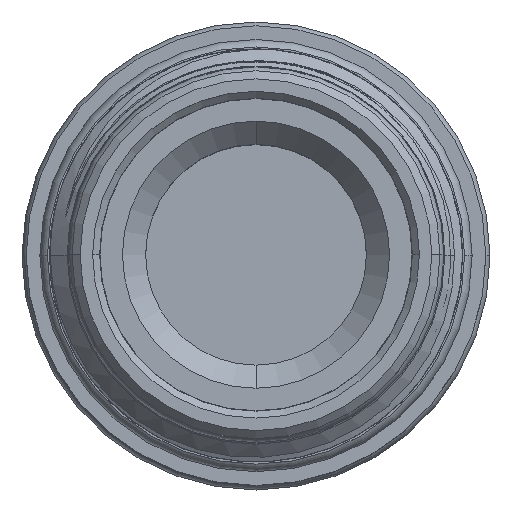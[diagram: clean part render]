
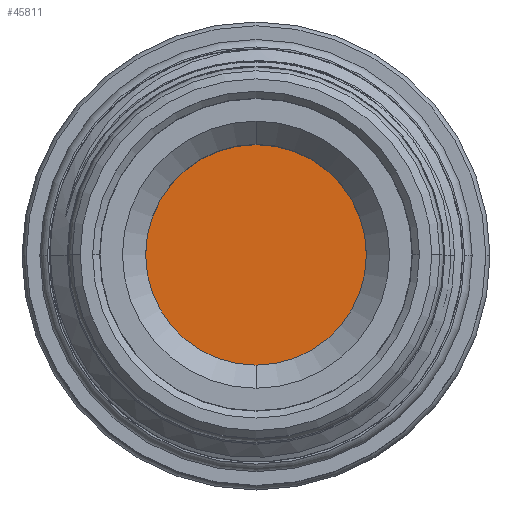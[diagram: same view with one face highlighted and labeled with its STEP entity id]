
A CAD part, top view. The second image highlights one B-rep face of the part: STEP entity #45811.
In plain terms, the highlighted planar face has unit normal (0, 0, 1).
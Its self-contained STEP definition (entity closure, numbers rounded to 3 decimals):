
#9147 = CARTESIAN_POINT ( 'NONE',  ( 0., 9.525, 92.11 ) ) ;
#16512 = ORIENTED_EDGE ( 'NONE', *, *, #63020, .T. ) ;
#21590 = FACE_OUTER_BOUND ( 'NONE', #50501, .T. ) ;
#22332 = DIRECTION ( 'NONE',  ( 0., 0., 1. ) ) ;
#22480 = EDGE_CURVE ( 'NONE', #59991, #39312, #35141, .T. ) ;
#32149 = AXIS2_PLACEMENT_3D ( 'NONE', #46111, #22332, #36539 ) ;
#32699 = DIRECTION ( 'NONE',  ( -1., 0., 0. ) ) ;
#35141 = CIRCLE ( 'NONE', #32149, 9.525 ) ;
#36539 = DIRECTION ( 'NONE',  ( -1., 0., 0. ) ) ;
#37118 = PLANE ( 'NONE',  #44024 ) ;
#37990 = CARTESIAN_POINT ( 'NONE',  ( 0., 0., 92.11 ) ) ;
#39312 = VERTEX_POINT ( 'NONE', #41292 ) ;
#41292 = CARTESIAN_POINT ( 'NONE',  ( 0., -9.525, 92.11 ) ) ;
#42893 = DIRECTION ( 'NONE',  ( -1., 0., 0. ) ) ;
#44024 = AXIS2_PLACEMENT_3D ( 'NONE', #62182, #61760, #32699 ) ;
#45811 = ADVANCED_FACE ( 'NONE', ( #21590 ), #37118, .F. ) ;
#46111 = CARTESIAN_POINT ( 'NONE',  ( 0., 0., 92.11 ) ) ;
#47074 = AXIS2_PLACEMENT_3D ( 'NONE', #37990, #57767, #42893 ) ;
#50501 = EDGE_LOOP ( 'NONE', ( #16512, #54265 ) ) ;
#51361 = CIRCLE ( 'NONE', #47074, 9.525 ) ;
#54265 = ORIENTED_EDGE ( 'NONE', *, *, #22480, .T. ) ;
#57767 = DIRECTION ( 'NONE',  ( 0., 0., 1. ) ) ;
#59991 = VERTEX_POINT ( 'NONE', #9147 ) ;
#61760 = DIRECTION ( 'NONE',  ( 0., 0., -1. ) ) ;
#62182 = CARTESIAN_POINT ( 'NONE',  ( 0., 0., 92.11 ) ) ;
#63020 = EDGE_CURVE ( 'NONE', #39312, #59991, #51361, .T. ) ;
